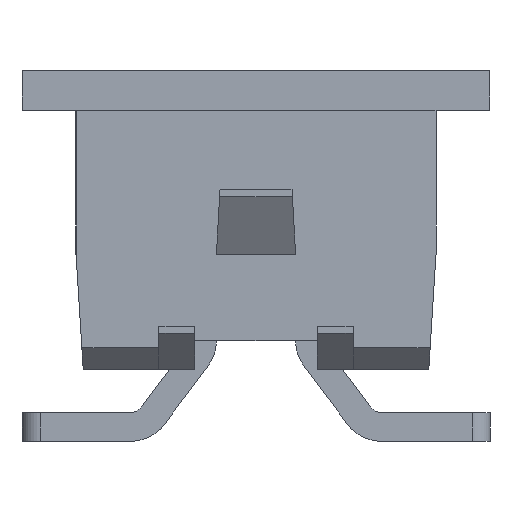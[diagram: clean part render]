
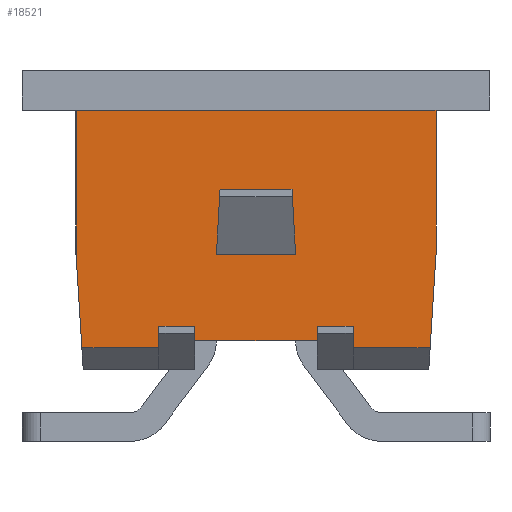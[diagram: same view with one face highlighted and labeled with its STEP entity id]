
A CAD part, front view. The second image highlights one B-rep face of the part: STEP entity #18521.
In plain terms, the highlighted face is planar.
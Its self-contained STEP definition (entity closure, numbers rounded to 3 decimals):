
#1594=ORIENTED_EDGE('',*,*,#4873,.T.);
#1595=ORIENTED_EDGE('',*,*,#4881,.T.);
#1596=ORIENTED_EDGE('',*,*,#4935,.F.);
#1597=ORIENTED_EDGE('',*,*,#5078,.T.);
#1598=ORIENTED_EDGE('',*,*,#4939,.F.);
#1599=ORIENTED_EDGE('',*,*,#4903,.F.);
#1600=ORIENTED_EDGE('',*,*,#4896,.T.);
#1601=ORIENTED_EDGE('',*,*,#5100,.T.);
#1602=ORIENTED_EDGE('',*,*,#4914,.F.);
#1603=ORIENTED_EDGE('',*,*,#4982,.F.);
#1604=ORIENTED_EDGE('',*,*,#4743,.F.);
#1605=ORIENTED_EDGE('',*,*,#4977,.T.);
#1606=ORIENTED_EDGE('',*,*,#4922,.T.);
#1607=ORIENTED_EDGE('',*,*,#5101,.T.);
#1608=ORIENTED_EDGE('',*,*,#4840,.T.);
#1609=ORIENTED_EDGE('',*,*,#5102,.T.);
#1610=ORIENTED_EDGE('',*,*,#4847,.F.);
#1611=ORIENTED_EDGE('',*,*,#5103,.F.);
#4743=EDGE_CURVE('',#6649,#6642,#7873,.T.);
#4840=EDGE_CURVE('',#6682,#6683,#7938,.T.);
#4847=EDGE_CURVE('',#6689,#6686,#7945,.T.);
#4873=EDGE_CURVE('',#6713,#6712,#7971,.T.);
#4881=EDGE_CURVE('',#6712,#6717,#7979,.T.);
#4896=EDGE_CURVE('',#6730,#6728,#7994,.T.);
#4903=EDGE_CURVE('',#6730,#6735,#8001,.T.);
#4914=EDGE_CURVE('',#6744,#6745,#8012,.T.);
#4922=EDGE_CURVE('',#6753,#6752,#8020,.T.);
#4935=EDGE_CURVE('',#6758,#6717,#8033,.T.);
#4939=EDGE_CURVE('',#6735,#6762,#8037,.T.);
#4977=EDGE_CURVE('',#6649,#6753,#8067,.T.);
#4982=EDGE_CURVE('',#6642,#6744,#8072,.T.);
#5078=EDGE_CURVE('',#6758,#6762,#8168,.T.);
#5100=EDGE_CURVE('',#6728,#6745,#8190,.T.);
#5101=EDGE_CURVE('',#6752,#6713,#8191,.T.);
#5102=EDGE_CURVE('',#6683,#6686,#8192,.T.);
#5103=EDGE_CURVE('',#6682,#6689,#8193,.T.);
#6642=VERTEX_POINT('',#24807);
#6649=VERTEX_POINT('',#24820);
#6682=VERTEX_POINT('',#25000);
#6683=VERTEX_POINT('',#25001);
#6686=VERTEX_POINT('',#25009);
#6689=VERTEX_POINT('',#25014);
#6712=VERTEX_POINT('',#25070);
#6713=VERTEX_POINT('',#25072);
#6717=VERTEX_POINT('',#25086);
#6728=VERTEX_POINT('',#25117);
#6730=VERTEX_POINT('',#25120);
#6735=VERTEX_POINT('',#25131);
#6744=VERTEX_POINT('',#25155);
#6745=VERTEX_POINT('',#25157);
#6752=VERTEX_POINT('',#25172);
#6753=VERTEX_POINT('',#25174);
#6758=VERTEX_POINT('',#25195);
#6762=VERTEX_POINT('',#25205);
#7873=LINE('',#24821,#9379);
#7938=LINE('',#24999,#9444);
#7945=LINE('',#25015,#9451);
#7971=LINE('',#25071,#9477);
#7979=LINE('',#25087,#9485);
#7994=LINE('',#25119,#9500);
#8001=LINE('',#25133,#9507);
#8012=LINE('',#25156,#9518);
#8020=LINE('',#25173,#9526);
#8033=LINE('',#25197,#9539);
#8037=LINE('',#25204,#9543);
#8067=LINE('',#25276,#9573);
#8072=LINE('',#25284,#9578);
#8168=LINE('',#25455,#9674);
#8190=LINE('',#25479,#9696);
#8191=LINE('',#25481,#9697);
#8192=LINE('',#25483,#9698);
#8193=LINE('',#25484,#9699);
#9379=VECTOR('',#20781,1000.);
#9444=VECTOR('',#21008,1000.);
#9451=VECTOR('',#21017,1000.);
#9477=VECTOR('',#21057,1000.);
#9485=VECTOR('',#21071,1000.);
#9500=VECTOR('',#21096,1000.);
#9507=VECTOR('',#21105,1000.);
#9518=VECTOR('',#21122,1000.);
#9526=VECTOR('',#21132,1000.);
#9539=VECTOR('',#21153,1000.);
#9543=VECTOR('',#21159,1000.);
#9573=VECTOR('',#21241,1000.);
#9578=VECTOR('',#21252,1000.);
#9674=VECTOR('',#21354,1000.);
#9696=VECTOR('',#21380,1000.);
#9697=VECTOR('',#21383,1000.);
#9698=VECTOR('',#21386,1000.);
#9699=VECTOR('',#21387,1000.);
#10882=EDGE_LOOP('',(#1594,#1595,#1596,#1597,#1598,#1599,#1600,#1601,#1602,
#1603,#1604,#1605,#1606,#1607));
#10883=EDGE_LOOP('',(#1608,#1609,#1610,#1611));
#11732=FACE_BOUND('',#10882,.T.);
#11733=FACE_BOUND('',#10883,.T.);
#12507=PLANE('',#19416);
#18521=ADVANCED_FACE('',(#11732,#11733),#12507,.F.);
#19416=AXIS2_PLACEMENT_3D('',#25482,#21384,#21385);
#20781=DIRECTION('',(0.,-1.,0.));
#21008=DIRECTION('',(0.,-0.055,-0.998));
#21017=DIRECTION('',(0.,0.055,-0.998));
#21057=DIRECTION('',(0.,0.,1.));
#21071=DIRECTION('',(0.,-1.,0.));
#21096=DIRECTION('',(0.,0.,-1.));
#21105=DIRECTION('',(0.,1.,0.));
#21122=DIRECTION('',(0.,0.062,-0.998));
#21132=DIRECTION('',(0.,-0.062,-0.998));
#21153=DIRECTION('',(0.,0.,1.));
#21159=DIRECTION('',(0.,0.,-1.));
#21241=DIRECTION('',(0.,0.,-1.));
#21252=DIRECTION('',(0.,0.,-1.));
#21354=DIRECTION('',(0.,-1.,0.));
#21380=DIRECTION('',(0.,-1.,0.));
#21383=DIRECTION('',(0.,-1.,0.));
#21384=DIRECTION('',(1.,0.,0.));
#21385=DIRECTION('',(0.,0.,-1.));
#21386=DIRECTION('',(0.,1.,0.));
#21387=DIRECTION('',(0.,1.,0.));
#24807=CARTESIAN_POINT('',(-12.445,-2.5,3.6));
#24820=CARTESIAN_POINT('',(-12.445,2.5,3.6));
#24821=CARTESIAN_POINT('',(-12.445,2.5,3.6));
#24999=CARTESIAN_POINT('',(-12.445,-0.5,2.5));
#25000=CARTESIAN_POINT('',(-12.445,-0.5,2.5));
#25001=CARTESIAN_POINT('',(-12.445,-0.55,1.6));
#25009=CARTESIAN_POINT('',(-12.445,0.55,1.6));
#25014=CARTESIAN_POINT('',(-12.445,0.5,2.5));
#25015=CARTESIAN_POINT('',(-12.445,0.5,2.5));
#25070=CARTESIAN_POINT('',(-12.445,1.35,0.6));
#25071=CARTESIAN_POINT('',(-12.445,1.35,0.3));
#25072=CARTESIAN_POINT('',(-12.445,1.35,0.3));
#25086=CARTESIAN_POINT('',(-12.445,0.85,0.6));
#25087=CARTESIAN_POINT('',(-12.445,1.35,0.6));
#25117=CARTESIAN_POINT('',(-12.445,-1.35,0.3));
#25119=CARTESIAN_POINT('',(-12.445,-1.35,0.6));
#25120=CARTESIAN_POINT('',(-12.445,-1.35,0.6));
#25131=CARTESIAN_POINT('',(-12.445,-0.85,0.6));
#25133=CARTESIAN_POINT('',(-12.445,-1.35,0.6));
#25155=CARTESIAN_POINT('',(-12.445,-2.5,1.6));
#25156=CARTESIAN_POINT('',(-12.445,-2.605,3.281));
#25157=CARTESIAN_POINT('',(-12.445,-2.419,0.3));
#25172=CARTESIAN_POINT('',(-12.445,2.419,0.3));
#25173=CARTESIAN_POINT('',(-12.445,2.625,3.592));
#25174=CARTESIAN_POINT('',(-12.445,2.5,1.6));
#25195=CARTESIAN_POINT('',(-12.445,0.85,0.4));
#25197=CARTESIAN_POINT('',(-12.445,0.85,0.3));
#25204=CARTESIAN_POINT('',(-12.445,-0.85,0.6));
#25205=CARTESIAN_POINT('',(-12.445,-0.85,0.4));
#25276=CARTESIAN_POINT('',(-12.445,2.5,3.6));
#25284=CARTESIAN_POINT('',(-12.445,-2.5,3.6));
#25455=CARTESIAN_POINT('',(-12.445,2.5,0.4));
#25479=CARTESIAN_POINT('',(-12.445,2.5,0.3));
#25481=CARTESIAN_POINT('',(-12.445,2.5,0.3));
#25482=CARTESIAN_POINT('',(-12.445,2.5,3.6));
#25483=CARTESIAN_POINT('',(-12.445,-0.55,1.6));
#25484=CARTESIAN_POINT('',(-12.445,-0.55,2.5));
